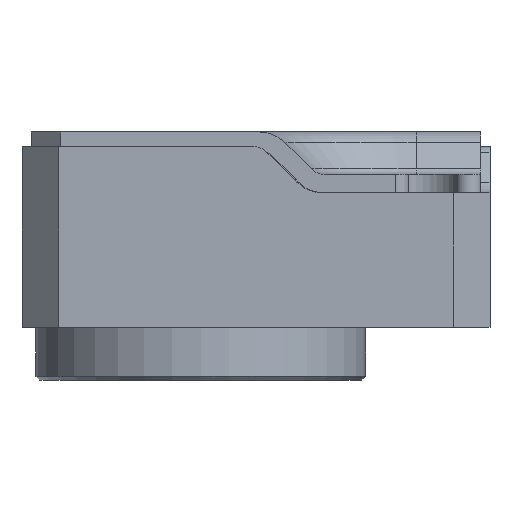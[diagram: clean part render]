
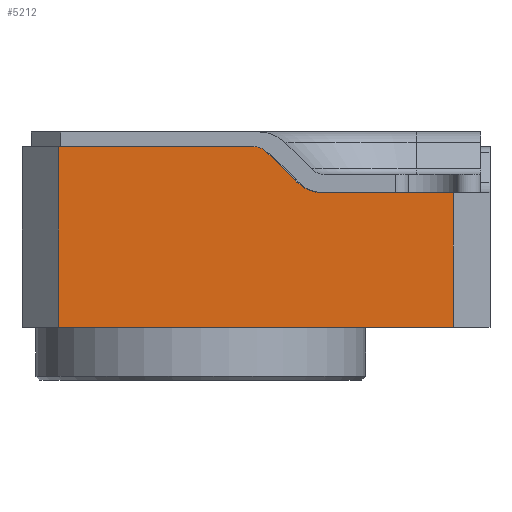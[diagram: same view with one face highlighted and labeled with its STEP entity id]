
A CAD part, front view. The second image highlights one B-rep face of the part: STEP entity #5212.
In plain terms, the highlighted planar face has unit normal (0, -1, 0).
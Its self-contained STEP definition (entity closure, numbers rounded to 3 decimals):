
#3749=FACE_OUTER_BOUND('',#14959,.T.);
#5212=ADVANCED_FACE('',(#3749),#6695,.T.);
#6695=PLANE('',#32403);
#8010=CIRCLE('',#32401,1.);
#8011=CIRCLE('',#32402,0.5);
#8398=LINE('',#41880,#11619);
#8409=LINE('',#41910,#11630);
#8410=LINE('',#41912,#11631);
#8411=LINE('',#41914,#11632);
#8412=LINE('',#41916,#11633);
#8413=LINE('',#41920,#11634);
#11619=VECTOR('',#34364,1.);
#11630=VECTOR('',#34387,1.);
#11631=VECTOR('',#34388,1.);
#11632=VECTOR('',#34389,1.);
#11633=VECTOR('',#34390,1.);
#11634=VECTOR('',#34393,1.);
#14959=EDGE_LOOP('',(#16749,#16750,#16751,#16752,#16753,#16754,#16755,#16756));
#16749=ORIENTED_EDGE('',*,*,#27766,.T.);
#16750=ORIENTED_EDGE('',*,*,#27781,.T.);
#16751=ORIENTED_EDGE('',*,*,#27782,.T.);
#16752=ORIENTED_EDGE('',*,*,#27783,.T.);
#16753=ORIENTED_EDGE('',*,*,#27784,.F.);
#16754=ORIENTED_EDGE('',*,*,#27785,.T.);
#16755=ORIENTED_EDGE('',*,*,#27786,.T.);
#16756=ORIENTED_EDGE('',*,*,#27787,.T.);
#25010=VERTEX_POINT('',#41879);
#25011=VERTEX_POINT('',#41881);
#25024=VERTEX_POINT('',#41911);
#25025=VERTEX_POINT('',#41913);
#25026=VERTEX_POINT('',#41915);
#25027=VERTEX_POINT('',#41917);
#25028=VERTEX_POINT('',#41919);
#25029=VERTEX_POINT('',#41921);
#27766=EDGE_CURVE('',#25011,#25010,#8398,.T.);
#27781=EDGE_CURVE('',#25010,#25024,#8409,.T.);
#27782=EDGE_CURVE('',#25024,#25025,#8410,.T.);
#27783=EDGE_CURVE('',#25025,#25026,#8411,.T.);
#27784=EDGE_CURVE('',#25027,#25026,#8412,.T.);
#27785=EDGE_CURVE('',#25027,#25028,#8010,.T.);
#27786=EDGE_CURVE('',#25028,#25029,#8413,.T.);
#27787=EDGE_CURVE('',#25029,#25011,#8011,.T.);
#32401=AXIS2_PLACEMENT_3D('',#41918,#34391,#34392);
#32402=AXIS2_PLACEMENT_3D('',#41922,#34394,#34395);
#32403=AXIS2_PLACEMENT_3D('',#41923,#34396,#34397);
#34364=DIRECTION('',(-1.,0.,0.));
#34387=DIRECTION('',(0.,0.,-1.));
#34388=DIRECTION('',(1.,0.,0.));
#34389=DIRECTION('',(0.,0.,1.));
#34390=DIRECTION('',(1.,0.,0.));
#34391=DIRECTION('',(0.,1.,0.));
#34392=DIRECTION('',(0.,0.,-1.));
#34393=DIRECTION('',(-0.707,0.,0.707));
#34394=DIRECTION('',(0.,-1.,0.));
#34395=DIRECTION('',(0.,0.,-1.));
#34396=DIRECTION('',(0.,-1.,0.));
#34397=DIRECTION('',(0.,0.,-1.));
#41879=CARTESIAN_POINT('',(1.,0.,4.9));
#41880=CARTESIAN_POINT('',(6.35,0.,4.9));
#41881=CARTESIAN_POINT('',(6.293,0.,4.9));
#41910=CARTESIAN_POINT('',(1.,0.,0.));
#41911=CARTESIAN_POINT('',(1.,0.,0.));
#41912=CARTESIAN_POINT('',(6.35,0.,0.));
#41913=CARTESIAN_POINT('',(11.7,0.,0.));
#41914=CARTESIAN_POINT('',(11.7,0.,0.));
#41915=CARTESIAN_POINT('',(11.7,0.,3.65));
#41916=CARTESIAN_POINT('',(7.75,0.,3.65));
#41917=CARTESIAN_POINT('',(8.164,0.,3.65));
#41918=CARTESIAN_POINT('',(8.164,0.,4.65));
#41919=CARTESIAN_POINT('',(7.457,0.,3.943));
#41920=CARTESIAN_POINT('',(8.875,0.,2.525));
#41921=CARTESIAN_POINT('',(6.646,0.,4.754));
#41922=CARTESIAN_POINT('',(6.293,0.,4.4));
#41923=CARTESIAN_POINT('',(6.35,0.,0.));
